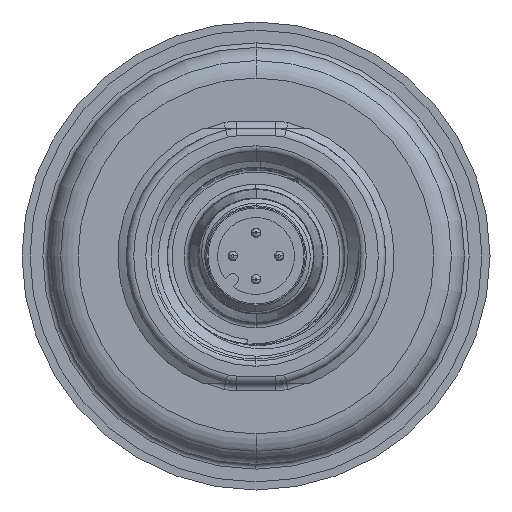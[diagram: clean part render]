
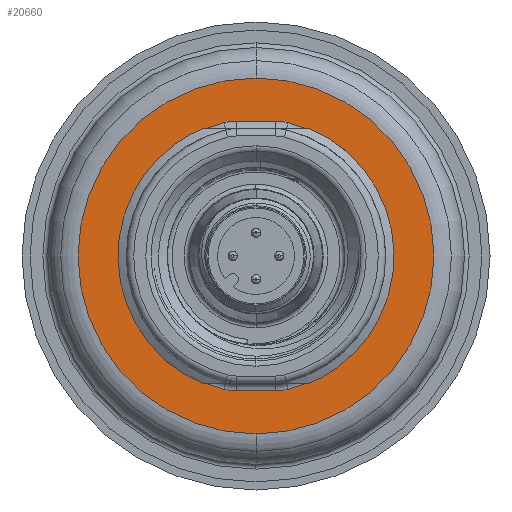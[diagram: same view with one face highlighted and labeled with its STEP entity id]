
A CAD part, front view. The second image highlights one B-rep face of the part: STEP entity #20660.
In plain terms, the highlighted planar face has unit normal (0, -1, 0).
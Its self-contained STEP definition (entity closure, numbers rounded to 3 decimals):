
#2565=CARTESIAN_POINT('',(0.,0.,0.));
#2566=DIRECTION('',(0.,1.,0.));
#2567=DIRECTION('',(0.,0.,-1.));
#2568=AXIS2_PLACEMENT_3D('',#2565,#2566,#2567);
#2570=CARTESIAN_POINT('',(0.,0.,0.));
#2571=DIRECTION('',(0.,-1.,0.));
#2572=DIRECTION('',(0.,0.,-1.));
#2573=AXIS2_PLACEMENT_3D('',#2570,#2571,#2572);
#2575=CARTESIAN_POINT('',(0.,0.,0.));
#2576=DIRECTION('',(0.,-1.,0.));
#2577=DIRECTION('',(-0.234,0.,0.972));
#2578=AXIS2_PLACEMENT_3D('',#2575,#2576,#2577);
#2580=CARTESIAN_POINT('',(-2.107,0.,-8.75));
#2581=DIRECTION('',(0.,-1.,0.));
#2582=DIRECTION('',(-0.234,0.,-0.972));
#2583=AXIS2_PLACEMENT_3D('',#2580,#2581,#2582);
#2585=DIRECTION('',(1.,0.,0.));
#2586=VECTOR('',#2585,4.213);
#2587=CARTESIAN_POINT('',(-2.107,0.,-14.55));
#2588=LINE('',#2587,#2586);
#2589=CARTESIAN_POINT('',(2.107,0.,-8.75));
#2590=DIRECTION('',(0.,-1.,0.));
#2591=DIRECTION('',(0.,0.,-1.));
#2592=AXIS2_PLACEMENT_3D('',#2589,#2590,#2591);
#2594=CARTESIAN_POINT('',(0.,0.,0.));
#2595=DIRECTION('',(0.,-1.,0.));
#2596=DIRECTION('',(0.234,0.,-0.972));
#2597=AXIS2_PLACEMENT_3D('',#2594,#2595,#2596);
#2599=CARTESIAN_POINT('',(2.107,0.,8.75));
#2600=DIRECTION('',(0.,-1.,0.));
#2601=DIRECTION('',(0.234,0.,0.972));
#2602=AXIS2_PLACEMENT_3D('',#2599,#2600,#2601);
#2604=DIRECTION('',(-1.,0.,0.));
#2605=VECTOR('',#2604,4.213);
#2606=CARTESIAN_POINT('',(2.107,0.,14.55));
#2607=LINE('',#2606,#2605);
#2608=CARTESIAN_POINT('',(-2.107,0.,8.75));
#2609=DIRECTION('',(0.,-1.,0.));
#2610=DIRECTION('',(0.,0.,1.));
#2611=AXIS2_PLACEMENT_3D('',#2608,#2609,#2610);
#14235=CARTESIAN_POINT('',(0.,0.,-19.2));
#14237=VERTEX_POINT('',#14235);
#14239=CARTESIAN_POINT('',(0.,0.,19.2));
#14241=VERTEX_POINT('',#14239);
#14455=CARTESIAN_POINT('',(-3.464,0.,14.389));
#14456=CARTESIAN_POINT('',(-3.464,0.,-14.389));
#14457=VERTEX_POINT('',#14455);
#14458=VERTEX_POINT('',#14456);
#14463=CARTESIAN_POINT('',(3.464,0.,-14.389));
#14464=CARTESIAN_POINT('',(3.464,0.,14.389));
#14465=VERTEX_POINT('',#14463);
#14466=VERTEX_POINT('',#14464);
#14524=CARTESIAN_POINT('',(2.107,0.,14.55));
#14525=VERTEX_POINT('',#14524);
#14528=CARTESIAN_POINT('',(-2.107,0.,14.55));
#14529=VERTEX_POINT('',#14528);
#14532=CARTESIAN_POINT('',(-2.107,0.,-14.55));
#14533=VERTEX_POINT('',#14532);
#14536=CARTESIAN_POINT('',(2.107,0.,-14.55));
#14537=VERTEX_POINT('',#14536);
#20633=CARTESIAN_POINT('',(0.,0.,0.));
#20634=DIRECTION('',(0.,-1.,0.));
#20635=DIRECTION('',(0.,0.,1.));
#20636=AXIS2_PLACEMENT_3D('',#20633,#20634,#20635);
#20637=PLANE('',#20636);
#20638=ORIENTED_EDGE('',*,*,#20615,.T.);
#20639=ORIENTED_EDGE('',*,*,#20626,.F.);
#20640=EDGE_LOOP('',(#20638,#20639));
#20641=FACE_OUTER_BOUND('',#20640,.F.);
#20643=ORIENTED_EDGE('',*,*,#20642,.T.);
#20645=ORIENTED_EDGE('',*,*,#20644,.T.);
#20647=ORIENTED_EDGE('',*,*,#20646,.T.);
#20649=ORIENTED_EDGE('',*,*,#20648,.T.);
#20651=ORIENTED_EDGE('',*,*,#20650,.T.);
#20653=ORIENTED_EDGE('',*,*,#20652,.T.);
#20655=ORIENTED_EDGE('',*,*,#20654,.T.);
#20657=ORIENTED_EDGE('',*,*,#20656,.T.);
#20658=EDGE_LOOP('',(#20643,#20645,#20647,#20649,#20651,#20653,#20655,#20657));
#20659=FACE_BOUND('',#20658,.F.);
#20660=ADVANCED_FACE('',(#20641,#20659),#20637,.T.);
#2569=CIRCLE('',#2568,19.2);
#2574=CIRCLE('',#2573,19.2);
#2579=CIRCLE('',#2578,14.8);
#2584=CIRCLE('',#2583,5.8);
#2593=CIRCLE('',#2592,5.8);
#2598=CIRCLE('',#2597,14.8);
#2603=CIRCLE('',#2602,5.8);
#2612=CIRCLE('',#2611,5.8);
#20615=EDGE_CURVE('',#14237,#14241,#2569,.T.);
#20626=EDGE_CURVE('',#14237,#14241,#2574,.T.);
#20642=EDGE_CURVE('',#14457,#14458,#2579,.T.);
#20644=EDGE_CURVE('',#14458,#14533,#2584,.T.);
#20646=EDGE_CURVE('',#14533,#14537,#2588,.T.);
#20648=EDGE_CURVE('',#14537,#14465,#2593,.T.);
#20650=EDGE_CURVE('',#14465,#14466,#2598,.T.);
#20652=EDGE_CURVE('',#14466,#14525,#2603,.T.);
#20654=EDGE_CURVE('',#14525,#14529,#2607,.T.);
#20656=EDGE_CURVE('',#14529,#14457,#2612,.T.);
